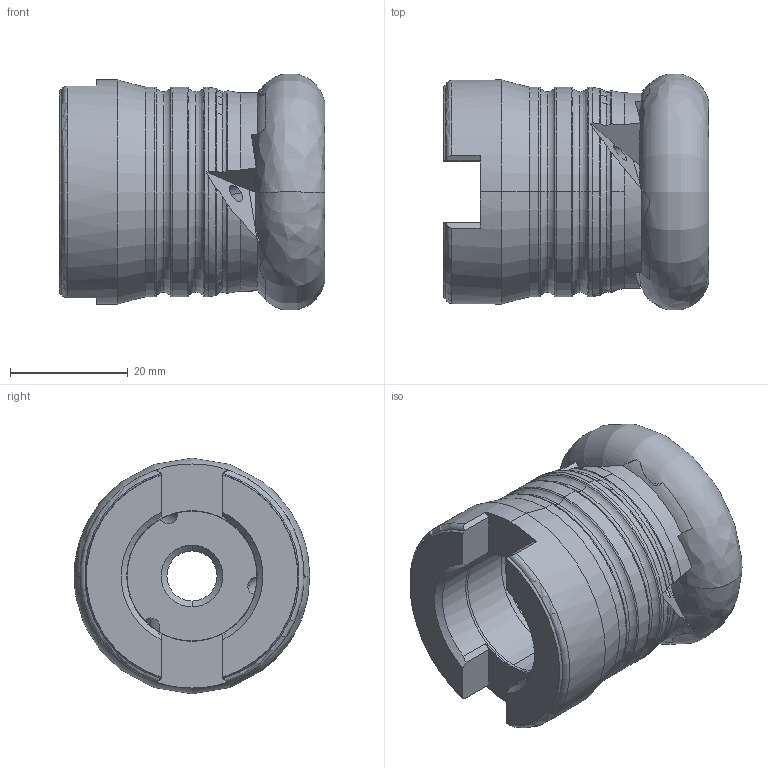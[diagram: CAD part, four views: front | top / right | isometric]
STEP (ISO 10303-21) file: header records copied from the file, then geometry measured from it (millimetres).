
FILE_DESCRIPTION (( 'STEP AP214' ), '1' );
FILE_NAME ('00RN_040_124_3.STEP', '2016-08-31T09:12:19', ( '' ), ( '' ), 'SwSTEP 2.0', 'SolidWorks 2016', '' );
FILE_SCHEMA (( 'AUTOMOTIVE_DESIGN' ));
Length unit declared in the file: millimetre
Products named in the file (1): 00RN_040_124_3
Bounding box: 45.05 x 39.95 x 39.95 mm (x, y, z)
Volume: 34203.4 mm3; surface area: 10517.2 mm2
Topology: 1 solids, 1 shells, 147 faces, 446 edges, 283 vertices
Faces by surface type: plane 42, cylinder 40, torus 39, cone 22, bspline 4
Entity records: 7053 total; most frequent: CARTESIAN_POINT 3173, ORIENTED_EDGE 892, DIRECTION 725, EDGE_CURVE 446, AXIS2_PLACEMENT_3D 304, VERTEX_POINT 283, CIRCLE 160, EDGE_LOOP 155
